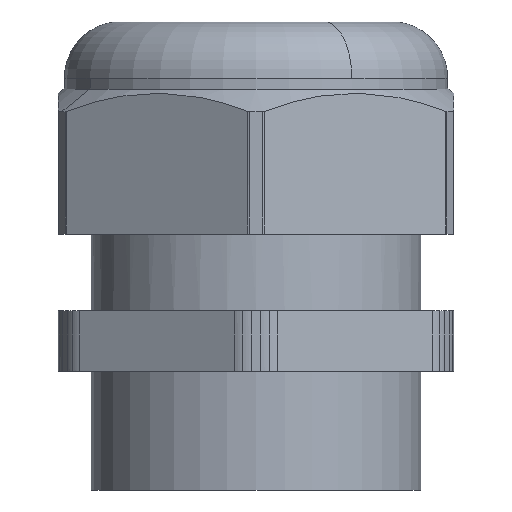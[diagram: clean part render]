
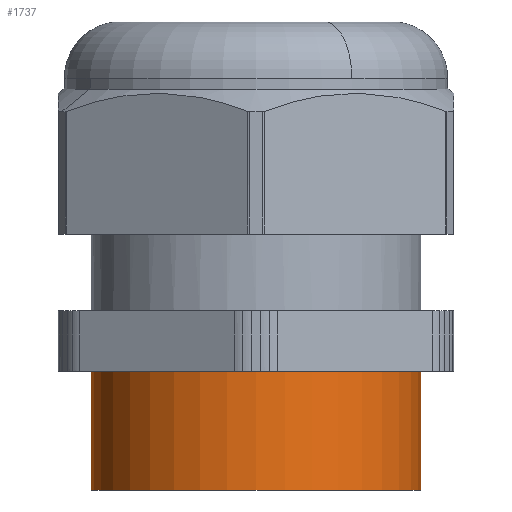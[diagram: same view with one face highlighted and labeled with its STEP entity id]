
A CAD part, front view. The second image highlights one B-rep face of the part: STEP entity #1737.
In plain terms, the highlighted cylindrical face has radius 25 mm (diameter 50 mm), a partial arc.
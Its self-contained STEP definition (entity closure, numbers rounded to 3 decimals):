
#1701=AXIS2_PLACEMENT_3D('Cylinder Axis2P3D',#1698,#1699,#1700) ;
#1714=AXIS2_PLACEMENT_3D('Circle Axis2P3D',#1712,#1713,$) ;
#1728=AXIS2_PLACEMENT_3D('Circle Axis2P3D',#1726,#1727,$) ;
#1698=CARTESIAN_POINT('Axis2P3D Location',(30.,34.003,32.235)) ;
#1703=CARTESIAN_POINT('Line Origine',(5.,34.003,32.235)) ;
#1707=CARTESIAN_POINT('Vertex',(5.,34.003,0.)) ;
#1709=CARTESIAN_POINT('Vertex',(5.,34.003,18.)) ;
#1712=CARTESIAN_POINT('Axis2P3D Location',(30.,34.003,0.)) ;
#1716=CARTESIAN_POINT('Vertex',(55.,34.003,0.)) ;
#1719=CARTESIAN_POINT('Line Origine',(55.,34.003,32.235)) ;
#1723=CARTESIAN_POINT('Vertex',(55.,34.003,18.)) ;
#1726=CARTESIAN_POINT('Axis2P3D Location',(30.,34.003,18.)) ;
#1699=DIRECTION('Axis2P3D Direction',(0.,0.,-1.)) ;
#1700=DIRECTION('Axis2P3D XDirection',(1.,0.,0.)) ;
#1704=DIRECTION('Vector Direction',(0.,0.,-1.)) ;
#1713=DIRECTION('Axis2P3D Direction',(0.,0.,-1.)) ;
#1720=DIRECTION('Vector Direction',(0.,0.,-1.)) ;
#1727=DIRECTION('Axis2P3D Direction',(0.,0.,-1.)) ;
#1705=VECTOR('Line Direction',#1704,1.) ;
#1721=VECTOR('Line Direction',#1720,1.) ;
#1732=ORIENTED_EDGE('',*,*,#1711,.F.) ;
#1733=ORIENTED_EDGE('',*,*,#1718,.F.) ;
#1734=ORIENTED_EDGE('',*,*,#1725,.T.) ;
#1735=ORIENTED_EDGE('',*,*,#1730,.T.) ;
#1737=ADVANCED_FACE('VG_M50_UT\\Hauptk\X2\00F6\X0\rper',(#1736),#1702,.T.) ;
#1715=CIRCLE('generated circle',#1714,25.) ;
#1729=CIRCLE('generated circle',#1728,25.) ;
#1702=CYLINDRICAL_SURFACE('generated cylinder',#1701,25.) ;
#1711=EDGE_CURVE('',#1708,#1710,#1706,.F.) ;
#1718=EDGE_CURVE('',#1717,#1708,#1715,.T.) ;
#1725=EDGE_CURVE('',#1717,#1724,#1722,.F.) ;
#1730=EDGE_CURVE('',#1724,#1710,#1729,.T.) ;
#1731=EDGE_LOOP('',(#1732,#1733,#1734,#1735)) ;
#1736=FACE_OUTER_BOUND('',#1731,.T.) ;
#1706=LINE('Line',#1703,#1705) ;
#1722=LINE('Line',#1719,#1721) ;
#1708=VERTEX_POINT('',#1707) ;
#1710=VERTEX_POINT('',#1709) ;
#1717=VERTEX_POINT('',#1716) ;
#1724=VERTEX_POINT('',#1723) ;
